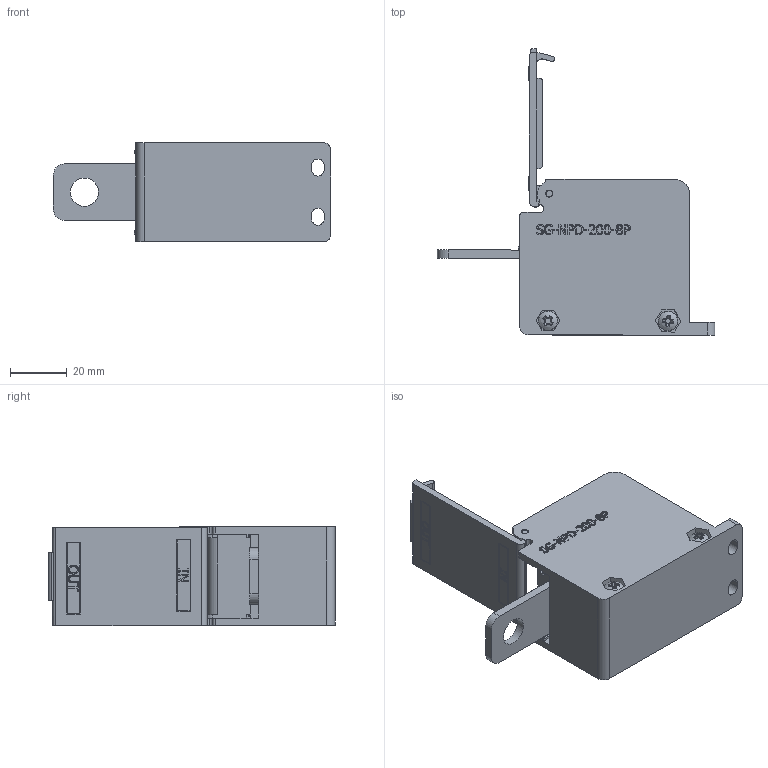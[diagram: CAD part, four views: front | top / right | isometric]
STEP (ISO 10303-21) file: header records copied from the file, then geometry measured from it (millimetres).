
FILE_DESCRIPTION(/* description */ (''),/* implementation_level */ '2;1');
FILE_NAME(/* name */ '',/* time_stamp */ '2025-11-11T14:08:23+09:00',/* author */ ('7890'),/* organization */ (''),/* preprocessor_version */ 'ST-DEVELOPER v20.1',/* originating_system */ 'Autodesk Inventor 2026',/* authorisation */ '');
FILE_SCHEMA (('AUTOMOTIVE_DESIGN { 1 0 10303 214 3 1 1 }'));
Length unit declared in the file: millimetre
Products named in the file (6): NPD-200-8P 조립품; NPD-200-8P 본체; DIN 7985 (H) - M3.5x30-H; DIN 7985 (H) - M4x10-H; DIN 7985 (H) - M5x12-H; NPD-200-8P 커버
Assembly tree (12 placements, depth 2):
  NPD-200-8P 조립품
    NPD-200-8P 본체
    DIN 7985 (H) - M3.5x30-H  x2
    DIN 7985 (H) - M4x10-H  x6
    DIN 7985 (H) - M5x12-H  x2
    NPD-200-8P 커버
Bounding box: 98.14 x 101.45 x 35.3 mm (x, y, z)
Volume: 80545.8 mm3; surface area: 29712.7 mm2
Topology: 12 solids, 12 shells, 920 faces, 2482 edges, 1642 vertices
Faces by surface type: plane 511, cone 150, bspline 130, cylinder 105, sphere 14, torus 10
Full cylindrical faces by diameter (mm): 2.3 x2, 2.5 x2, 3.2 x2, 3.5 x2, 3.65 x6, 4 x6, 4.2 x2, 4.3 x6, 4.6 x2, 5 x2, 5.3 x2, 10 x1
Entity records: 21336 total; most frequent: CARTESIAN_POINT 5419, ORIENTED_EDGE 3508, DIRECTION 2831, EDGE_CURVE 1754, VERTEX_POINT 1159, LINE 1121, VECTOR 1121, AXIS2_PLACEMENT_3D 855
